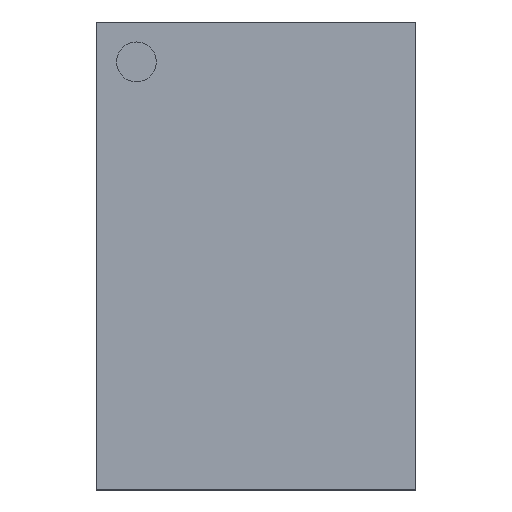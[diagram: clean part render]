
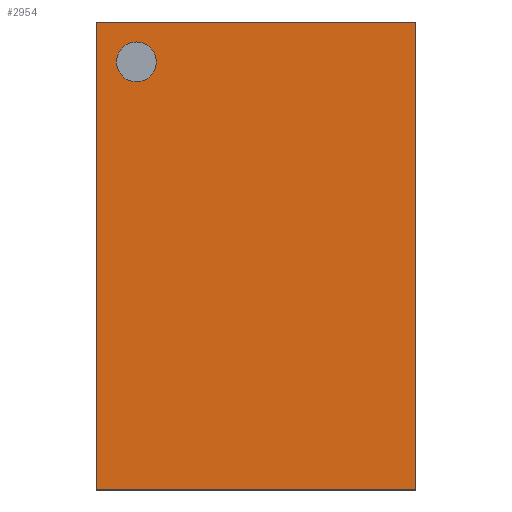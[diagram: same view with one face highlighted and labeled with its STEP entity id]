
A CAD part, top view. The second image highlights one B-rep face of the part: STEP entity #2954.
In plain terms, the highlighted planar face has unit normal (0, 0, 1).
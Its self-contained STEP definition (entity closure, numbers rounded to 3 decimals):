
#2765 = VERTEX_POINT('',#2766);
#2766 = CARTESIAN_POINT('',(-3.75,-5.5,1.2));
#2773 = PLANE('',#2774);
#2774 = AXIS2_PLACEMENT_3D('',#2775,#2776,#2777);
#2775 = CARTESIAN_POINT('',(-3.75,-5.5,0.47));
#2776 = DIRECTION('',(1.,0.,0.));
#2777 = DIRECTION('',(0.,0.,1.));
#2785 = PLANE('',#2786);
#2786 = AXIS2_PLACEMENT_3D('',#2787,#2788,#2789);
#2787 = CARTESIAN_POINT('',(-3.75,-5.5,0.47));
#2788 = DIRECTION('',(0.,1.,0.));
#2789 = DIRECTION('',(0.,0.,1.));
#2826 = VERTEX_POINT('',#2827);
#2827 = CARTESIAN_POINT('',(-3.75,5.5,1.2));
#2841 = PLANE('',#2842);
#2842 = AXIS2_PLACEMENT_3D('',#2843,#2844,#2845);
#2843 = CARTESIAN_POINT('',(-3.75,5.5,0.47));
#2844 = DIRECTION('',(0.,1.,0.));
#2845 = DIRECTION('',(0.,0.,1.));
#2853 = EDGE_CURVE('',#2765,#2826,#2854,.T.);
#2854 = SURFACE_CURVE('',#2855,(#2859,#2866),.PCURVE_S1.);
#2855 = LINE('',#2856,#2857);
#2856 = CARTESIAN_POINT('',(-3.75,-5.5,1.2));
#2857 = VECTOR('',#2858,1.);
#2858 = DIRECTION('',(0.,1.,0.));
#2859 = PCURVE('',#2773,#2860);
#2860 = DEFINITIONAL_REPRESENTATION('',(#2861),#2865);
#2861 = LINE('',#2862,#2863);
#2862 = CARTESIAN_POINT('',(0.73,0.));
#2863 = VECTOR('',#2864,1.);
#2864 = DIRECTION('',(0.,-1.));
#2865 = ( GEOMETRIC_REPRESENTATION_CONTEXT(2) 
PARAMETRIC_REPRESENTATION_CONTEXT() REPRESENTATION_CONTEXT('2D SPACE',''
  ) );
#2866 = PCURVE('',#2867,#2872);
#2867 = PLANE('',#2868);
#2868 = AXIS2_PLACEMENT_3D('',#2869,#2870,#2871);
#2869 = CARTESIAN_POINT('',(-3.75,-5.5,1.2));
#2870 = DIRECTION('',(0.,0.,1.));
#2871 = DIRECTION('',(1.,0.,0.));
#2872 = DEFINITIONAL_REPRESENTATION('',(#2873),#2877);
#2873 = LINE('',#2874,#2875);
#2874 = CARTESIAN_POINT('',(0.,0.));
#2875 = VECTOR('',#2876,1.);
#2876 = DIRECTION('',(0.,1.));
#2877 = ( GEOMETRIC_REPRESENTATION_CONTEXT(2) 
PARAMETRIC_REPRESENTATION_CONTEXT() REPRESENTATION_CONTEXT('2D SPACE',''
  ) );
#2906 = EDGE_CURVE('',#2765,#2907,#2909,.T.);
#2907 = VERTEX_POINT('',#2908);
#2908 = CARTESIAN_POINT('',(3.75,-5.5,1.2));
#2909 = SURFACE_CURVE('',#2910,(#2914,#2921),.PCURVE_S1.);
#2910 = LINE('',#2911,#2912);
#2911 = CARTESIAN_POINT('',(-3.75,-5.5,1.2));
#2912 = VECTOR('',#2913,1.);
#2913 = DIRECTION('',(1.,0.,0.));
#2914 = PCURVE('',#2785,#2915);
#2915 = DEFINITIONAL_REPRESENTATION('',(#2916),#2920);
#2916 = LINE('',#2917,#2918);
#2917 = CARTESIAN_POINT('',(0.73,0.));
#2918 = VECTOR('',#2919,1.);
#2919 = DIRECTION('',(0.,1.));
#2920 = ( GEOMETRIC_REPRESENTATION_CONTEXT(2) 
PARAMETRIC_REPRESENTATION_CONTEXT() REPRESENTATION_CONTEXT('2D SPACE',''
  ) );
#2921 = PCURVE('',#2867,#2922);
#2922 = DEFINITIONAL_REPRESENTATION('',(#2923),#2927);
#2923 = LINE('',#2924,#2925);
#2924 = CARTESIAN_POINT('',(0.,0.));
#2925 = VECTOR('',#2926,1.);
#2926 = DIRECTION('',(1.,0.));
#2927 = ( GEOMETRIC_REPRESENTATION_CONTEXT(2) 
PARAMETRIC_REPRESENTATION_CONTEXT() REPRESENTATION_CONTEXT('2D SPACE',''
  ) );
#2943 = PLANE('',#2944);
#2944 = AXIS2_PLACEMENT_3D('',#2945,#2946,#2947);
#2945 = CARTESIAN_POINT('',(3.75,-5.5,0.47));
#2946 = DIRECTION('',(1.,0.,0.));
#2947 = DIRECTION('',(0.,0.,1.));
#2954 = ADVANCED_FACE('',(#2955,#3003),#2867,.T.);
#2955 = FACE_BOUND('',#2956,.T.);
#2956 = EDGE_LOOP('',(#2957,#2958,#2959,#2982));
#2957 = ORIENTED_EDGE('',*,*,#2853,.F.);
#2958 = ORIENTED_EDGE('',*,*,#2906,.T.);
#2959 = ORIENTED_EDGE('',*,*,#2960,.T.);
#2960 = EDGE_CURVE('',#2907,#2961,#2963,.T.);
#2961 = VERTEX_POINT('',#2962);
#2962 = CARTESIAN_POINT('',(3.75,5.5,1.2));
#2963 = SURFACE_CURVE('',#2964,(#2968,#2975),.PCURVE_S1.);
#2964 = LINE('',#2965,#2966);
#2965 = CARTESIAN_POINT('',(3.75,-5.5,1.2));
#2966 = VECTOR('',#2967,1.);
#2967 = DIRECTION('',(0.,1.,0.));
#2968 = PCURVE('',#2867,#2969);
#2969 = DEFINITIONAL_REPRESENTATION('',(#2970),#2974);
#2970 = LINE('',#2971,#2972);
#2971 = CARTESIAN_POINT('',(7.5,0.));
#2972 = VECTOR('',#2973,1.);
#2973 = DIRECTION('',(0.,1.));
#2974 = ( GEOMETRIC_REPRESENTATION_CONTEXT(2) 
PARAMETRIC_REPRESENTATION_CONTEXT() REPRESENTATION_CONTEXT('2D SPACE',''
  ) );
#2975 = PCURVE('',#2943,#2976);
#2976 = DEFINITIONAL_REPRESENTATION('',(#2977),#2981);
#2977 = LINE('',#2978,#2979);
#2978 = CARTESIAN_POINT('',(0.73,0.));
#2979 = VECTOR('',#2980,1.);
#2980 = DIRECTION('',(0.,-1.));
#2981 = ( GEOMETRIC_REPRESENTATION_CONTEXT(2) 
PARAMETRIC_REPRESENTATION_CONTEXT() REPRESENTATION_CONTEXT('2D SPACE',''
  ) );
#2982 = ORIENTED_EDGE('',*,*,#2983,.F.);
#2983 = EDGE_CURVE('',#2826,#2961,#2984,.T.);
#2984 = SURFACE_CURVE('',#2985,(#2989,#2996),.PCURVE_S1.);
#2985 = LINE('',#2986,#2987);
#2986 = CARTESIAN_POINT('',(-3.75,5.5,1.2));
#2987 = VECTOR('',#2988,1.);
#2988 = DIRECTION('',(1.,0.,0.));
#2989 = PCURVE('',#2867,#2990);
#2990 = DEFINITIONAL_REPRESENTATION('',(#2991),#2995);
#2991 = LINE('',#2992,#2993);
#2992 = CARTESIAN_POINT('',(0.,11.));
#2993 = VECTOR('',#2994,1.);
#2994 = DIRECTION('',(1.,0.));
#2995 = ( GEOMETRIC_REPRESENTATION_CONTEXT(2) 
PARAMETRIC_REPRESENTATION_CONTEXT() REPRESENTATION_CONTEXT('2D SPACE',''
  ) );
#2996 = PCURVE('',#2841,#2997);
#2997 = DEFINITIONAL_REPRESENTATION('',(#2998),#3002);
#2998 = LINE('',#2999,#3000);
#2999 = CARTESIAN_POINT('',(0.73,0.));
#3000 = VECTOR('',#3001,1.);
#3001 = DIRECTION('',(0.,1.));
#3002 = ( GEOMETRIC_REPRESENTATION_CONTEXT(2) 
PARAMETRIC_REPRESENTATION_CONTEXT() REPRESENTATION_CONTEXT('2D SPACE',''
  ) );
#3003 = FACE_BOUND('',#3004,.T.);
#3004 = EDGE_LOOP('',(#3005));
#3005 = ORIENTED_EDGE('',*,*,#3006,.F.);
#3006 = EDGE_CURVE('',#3007,#3007,#3009,.T.);
#3007 = VERTEX_POINT('',#3008);
#3008 = CARTESIAN_POINT('',(-2.344,4.563,1.2));
#3009 = SURFACE_CURVE('',#3010,(#3015,#3022),.PCURVE_S1.);
#3010 = CIRCLE('',#3011,0.469);
#3011 = AXIS2_PLACEMENT_3D('',#3012,#3013,#3014);
#3012 = CARTESIAN_POINT('',(-2.813,4.563,1.2));
#3013 = DIRECTION('',(0.,0.,1.));
#3014 = DIRECTION('',(1.,0.,0.));
#3015 = PCURVE('',#2867,#3016);
#3016 = DEFINITIONAL_REPRESENTATION('',(#3017),#3021);
#3017 = CIRCLE('',#3018,0.469);
#3018 = AXIS2_PLACEMENT_2D('',#3019,#3020);
#3019 = CARTESIAN_POINT('',(0.938,10.063));
#3020 = DIRECTION('',(1.,0.));
#3021 = ( GEOMETRIC_REPRESENTATION_CONTEXT(2) 
PARAMETRIC_REPRESENTATION_CONTEXT() REPRESENTATION_CONTEXT('2D SPACE',''
  ) );
#3022 = PCURVE('',#3023,#3028);
#3023 = CYLINDRICAL_SURFACE('',#3024,0.469);
#3024 = AXIS2_PLACEMENT_3D('',#3025,#3026,#3027);
#3025 = CARTESIAN_POINT('',(-2.813,4.563,1.08));
#3026 = DIRECTION('',(0.,0.,1.));
#3027 = DIRECTION('',(1.,0.,0.));
#3028 = DEFINITIONAL_REPRESENTATION('',(#3029),#3033);
#3029 = LINE('',#3030,#3031);
#3030 = CARTESIAN_POINT('',(0.,0.12));
#3031 = VECTOR('',#3032,1.);
#3032 = DIRECTION('',(1.,0.));
#3033 = ( GEOMETRIC_REPRESENTATION_CONTEXT(2) 
PARAMETRIC_REPRESENTATION_CONTEXT() REPRESENTATION_CONTEXT('2D SPACE',''
  ) );
